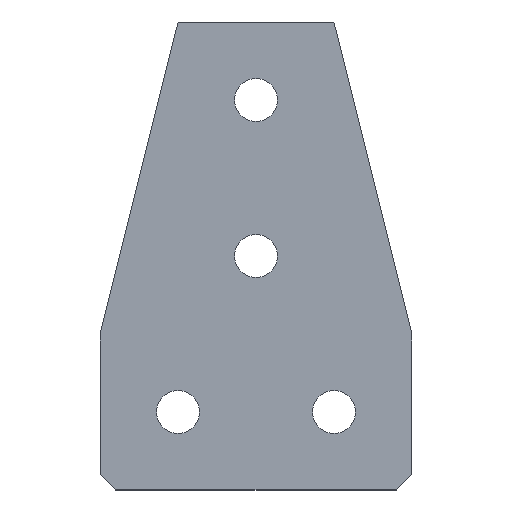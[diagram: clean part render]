
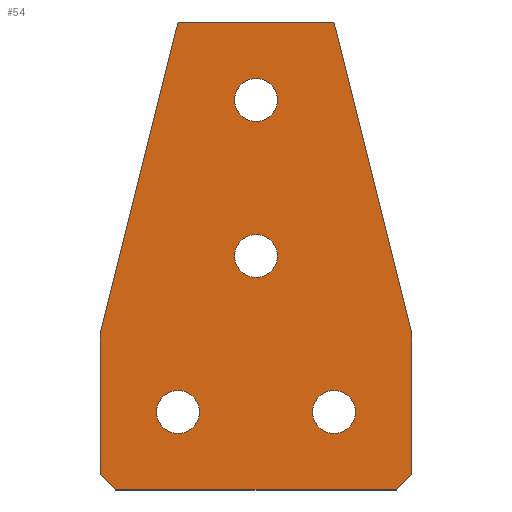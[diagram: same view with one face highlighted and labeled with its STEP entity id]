
A CAD part, top view. The second image highlights one B-rep face of the part: STEP entity #54.
In plain terms, the highlighted planar face has unit normal (0, 0, 1).
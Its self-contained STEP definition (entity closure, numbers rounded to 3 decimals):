
#10 = CARTESIAN_POINT ( 'NONE',  ( -20., -58., 0. ) ) ;
#19 = ORIENTED_EDGE ( 'NONE', *, *, #622, .T. ) ;
#24 = EDGE_CURVE ( 'NONE', #617, #36, #404, .T. ) ;
#28 = ORIENTED_EDGE ( 'NONE', *, *, #406, .T. ) ;
#31 = CIRCLE ( 'NONE', #507, 2.75 ) ;
#32 = EDGE_CURVE ( 'NONE', #285, #179, #569, .T. ) ;
#35 = CARTESIAN_POINT ( 'NONE',  ( 0., -27.25, 0. ) ) ;
#36 = VERTEX_POINT ( 'NONE', #431 ) ;
#39 = VERTEX_POINT ( 'NONE', #624 ) ;
#40 = AXIS2_PLACEMENT_3D ( 'NONE', #196, #379, #44 ) ;
#41 = DIRECTION ( 'NONE',  ( 0., -1., 0. ) ) ;
#42 = DIRECTION ( 'NONE',  ( 0., 0., -1. ) ) ;
#43 = CARTESIAN_POINT ( 'NONE',  ( -20., -40., 0. ) ) ;
#44 = DIRECTION ( 'NONE',  ( 0., 1., 0. ) ) ;
#45 = CARTESIAN_POINT ( 'NONE',  ( 0., -10., 0. ) ) ;
#49 = CIRCLE ( 'NONE', #93, 2.75 ) ;
#54 = ADVANCED_FACE ( 'NONE', ( #340, #243, #388, #537, #584 ), #522, .T. ) ;
#56 = VERTEX_POINT ( 'NONE', #377 ) ;
#76 = ORIENTED_EDGE ( 'NONE', *, *, #414, .F. ) ;
#78 = VERTEX_POINT ( 'NONE', #400 ) ;
#79 = AXIS2_PLACEMENT_3D ( 'NONE', #45, #623, #239 ) ;
#81 = DIRECTION ( 'NONE',  ( 0., 1., 0. ) ) ;
#86 = ORIENTED_EDGE ( 'NONE', *, *, #357, .F. ) ;
#89 = VERTEX_POINT ( 'NONE', #541 ) ;
#93 = AXIS2_PLACEMENT_3D ( 'NONE', #462, #369, #81 ) ;
#96 = CARTESIAN_POINT ( 'NONE',  ( 20., -60., 0. ) ) ;
#99 = LINE ( 'NONE', #96, #262 ) ;
#102 = DIRECTION ( 'NONE',  ( 0., 0., -1. ) ) ;
#104 = DIRECTION ( 'NONE',  ( 1., 0., 0. ) ) ;
#108 = VERTEX_POINT ( 'NONE', #10 ) ;
#134 = AXIS2_PLACEMENT_3D ( 'NONE', #515, #412, #457 ) ;
#141 = CARTESIAN_POINT ( 'NONE',  ( 0., -12.75, 0. ) ) ;
#142 = DIRECTION ( 'NONE',  ( 0., 0., 1. ) ) ;
#145 = CIRCLE ( 'NONE', #79, 2.75 ) ;
#149 = VERTEX_POINT ( 'NONE', #599 ) ;
#150 = LINE ( 'NONE', #474, #579 ) ;
#153 = CARTESIAN_POINT ( 'NONE',  ( 0., 0., 0. ) ) ;
#169 = DIRECTION ( 'NONE',  ( 0.243, -0.97, 0. ) ) ;
#178 = CARTESIAN_POINT ( 'NONE',  ( -39., -39., 0. ) ) ;
#179 = VERTEX_POINT ( 'NONE', #588 ) ;
#180 = DIRECTION ( 'NONE',  ( 0., 0., -1. ) ) ;
#189 = EDGE_CURVE ( 'NONE', #89, #78, #364, .T. ) ;
#191 = ORIENTED_EDGE ( 'NONE', *, *, #366, .F. ) ;
#196 = CARTESIAN_POINT ( 'NONE',  ( -10., -50., 0. ) ) ;
#210 = ORIENTED_EDGE ( 'NONE', *, *, #259, .T. ) ;
#215 = LINE ( 'NONE', #313, #550 ) ;
#219 = ORIENTED_EDGE ( 'NONE', *, *, #341, .F. ) ;
#220 = DIRECTION ( 'NONE',  ( 0., 1., 0. ) ) ;
#230 = CARTESIAN_POINT ( 'NONE',  ( 0., -30., 0. ) ) ;
#231 = VECTOR ( 'NONE', #501, 1000. ) ;
#239 = DIRECTION ( 'NONE',  ( 0., 1., 0. ) ) ;
#243 = FACE_BOUND ( 'NONE', #553, .T. ) ;
#245 = CARTESIAN_POINT ( 'NONE',  ( 10., -50., 0. ) ) ;
#249 = DIRECTION ( 'NONE',  ( 0., 1., 0. ) ) ;
#259 = EDGE_CURVE ( 'NONE', #108, #530, #419, .T. ) ;
#262 = VECTOR ( 'NONE', #41, 1000. ) ;
#264 = DIRECTION ( 'NONE',  ( 0., 1., 0. ) ) ;
#271 = VECTOR ( 'NONE', #629, 1000. ) ;
#273 = EDGE_CURVE ( 'NONE', #78, #89, #49, .T. ) ;
#276 = CARTESIAN_POINT ( 'NONE',  ( -20., -40., 0. ) ) ;
#278 = DIRECTION ( 'NONE',  ( 0., 1., 0. ) ) ;
#283 = CARTESIAN_POINT ( 'NONE',  ( -10., 0., 0. ) ) ;
#285 = VERTEX_POINT ( 'NONE', #35 ) ;
#306 = CARTESIAN_POINT ( 'NONE',  ( -20., -60., 0. ) ) ;
#308 = VERTEX_POINT ( 'NONE', #367 ) ;
#313 = CARTESIAN_POINT ( 'NONE',  ( 20., -40., 0. ) ) ;
#315 = ORIENTED_EDGE ( 'NONE', *, *, #470, .T. ) ;
#321 = DIRECTION ( 'NONE',  ( 0.707, -0.707, 0. ) ) ;
#324 = CARTESIAN_POINT ( 'NONE',  ( 0., -30., 0. ) ) ;
#327 = EDGE_CURVE ( 'NONE', #36, #617, #343, .T. ) ;
#331 = CARTESIAN_POINT ( 'NONE',  ( 10., 0., 0. ) ) ;
#337 = EDGE_LOOP ( 'NONE', ( #315, #19 ) ) ;
#340 = FACE_BOUND ( 'NONE', #573, .T. ) ;
#341 = EDGE_CURVE ( 'NONE', #500, #149, #215, .T. ) ;
#343 = CIRCLE ( 'NONE', #134, 2.75 ) ;
#346 = ORIENTED_EDGE ( 'NONE', *, *, #32, .T. ) ;
#348 = CARTESIAN_POINT ( 'NONE',  ( 0., -10., 0. ) ) ;
#352 = ORIENTED_EDGE ( 'NONE', *, *, #327, .T. ) ;
#355 = ORIENTED_EDGE ( 'NONE', *, *, #594, .F. ) ;
#357 = EDGE_CURVE ( 'NONE', #108, #370, #563, .T. ) ;
#361 = EDGE_CURVE ( 'NONE', #308, #39, #385, .T. ) ;
#364 = CIRCLE ( 'NONE', #578, 2.75 ) ;
#365 = ORIENTED_EDGE ( 'NONE', *, *, #273, .T. ) ;
#366 = EDGE_CURVE ( 'NONE', #149, #39, #99, .T. ) ;
#367 = CARTESIAN_POINT ( 'NONE',  ( 18., -60., 0. ) ) ;
#368 = EDGE_LOOP ( 'NONE', ( #355, #519, #191, #219, #76, #549, #86, #210 ) ) ;
#369 = DIRECTION ( 'NONE',  ( 0., 0., -1. ) ) ;
#370 = VERTEX_POINT ( 'NONE', #43 ) ;
#373 = AXIS2_PLACEMENT_3D ( 'NONE', #230, #42, #484 ) ;
#375 = LINE ( 'NONE', #276, #455 ) ;
#377 = CARTESIAN_POINT ( 'NONE',  ( 0., -7.25, 0. ) ) ;
#379 = DIRECTION ( 'NONE',  ( 0., 0., -1. ) ) ;
#385 = LINE ( 'NONE', #433, #271 ) ;
#388 = FACE_BOUND ( 'NONE', #597, .T. ) ;
#395 = AXIS2_PLACEMENT_3D ( 'NONE', #153, #142, #104 ) ;
#396 = CARTESIAN_POINT ( 'NONE',  ( -10., -47.25, 0. ) ) ;
#400 = CARTESIAN_POINT ( 'NONE',  ( 10., -52.75, 0. ) ) ;
#404 = CIRCLE ( 'NONE', #40, 2.75 ) ;
#405 = LINE ( 'NONE', #306, #231 ) ;
#406 = EDGE_CURVE ( 'NONE', #179, #285, #589, .T. ) ;
#412 = DIRECTION ( 'NONE',  ( 0., 0., -1. ) ) ;
#414 = EDGE_CURVE ( 'NONE', #427, #500, #150, .T. ) ;
#419 = LINE ( 'NONE', #178, #445 ) ;
#427 = VERTEX_POINT ( 'NONE', #283 ) ;
#431 = CARTESIAN_POINT ( 'NONE',  ( -10., -52.75, 0. ) ) ;
#433 = CARTESIAN_POINT ( 'NONE',  ( 39., -39., 0. ) ) ;
#445 = VECTOR ( 'NONE', #321, 1000. ) ;
#452 = CARTESIAN_POINT ( 'NONE',  ( -18., -60., 0. ) ) ;
#455 = VECTOR ( 'NONE', #471, 1000. ) ;
#456 = VECTOR ( 'NONE', #264, 1000. ) ;
#457 = DIRECTION ( 'NONE',  ( 0., 1., 0. ) ) ;
#462 = CARTESIAN_POINT ( 'NONE',  ( 10., -50., 0. ) ) ;
#470 = EDGE_CURVE ( 'NONE', #56, #503, #145, .T. ) ;
#471 = DIRECTION ( 'NONE',  ( 0.243, 0.97, 0. ) ) ;
#474 = CARTESIAN_POINT ( 'NONE',  ( 10., 0., 0. ) ) ;
#476 = DIRECTION ( 'NONE',  ( 1., 0., 0. ) ) ;
#478 = ORIENTED_EDGE ( 'NONE', *, *, #24, .T. ) ;
#479 = EDGE_CURVE ( 'NONE', #370, #427, #375, .T. ) ;
#484 = DIRECTION ( 'NONE',  ( 0., 1., 0. ) ) ;
#500 = VERTEX_POINT ( 'NONE', #331 ) ;
#501 = DIRECTION ( 'NONE',  ( -1., 0., 0. ) ) ;
#503 = VERTEX_POINT ( 'NONE', #141 ) ;
#507 = AXIS2_PLACEMENT_3D ( 'NONE', #348, #102, #249 ) ;
#515 = CARTESIAN_POINT ( 'NONE',  ( -10., -50., 0. ) ) ;
#519 = ORIENTED_EDGE ( 'NONE', *, *, #361, .T. ) ;
#522 = PLANE ( 'NONE',  #395 ) ;
#530 = VERTEX_POINT ( 'NONE', #452 ) ;
#537 = FACE_BOUND ( 'NONE', #337, .T. ) ;
#541 = CARTESIAN_POINT ( 'NONE',  ( 10., -47.25, 0. ) ) ;
#549 = ORIENTED_EDGE ( 'NONE', *, *, #479, .F. ) ;
#550 = VECTOR ( 'NONE', #169, 1000. ) ;
#553 = EDGE_LOOP ( 'NONE', ( #604, #365 ) ) ;
#558 = CARTESIAN_POINT ( 'NONE',  ( -20., -60., 0. ) ) ;
#563 = LINE ( 'NONE', #558, #456 ) ;
#569 = CIRCLE ( 'NONE', #373, 2.75 ) ;
#573 = EDGE_LOOP ( 'NONE', ( #478, #352 ) ) ;
#577 = DIRECTION ( 'NONE',  ( 0., 0., -1. ) ) ;
#578 = AXIS2_PLACEMENT_3D ( 'NONE', #245, #180, #220 ) ;
#579 = VECTOR ( 'NONE', #476, 1000. ) ;
#584 = FACE_OUTER_BOUND ( 'NONE', #368, .T. ) ;
#588 = CARTESIAN_POINT ( 'NONE',  ( 0., -32.75, 0. ) ) ;
#589 = CIRCLE ( 'NONE', #610, 2.75 ) ;
#594 = EDGE_CURVE ( 'NONE', #308, #530, #405, .T. ) ;
#597 = EDGE_LOOP ( 'NONE', ( #346, #28 ) ) ;
#599 = CARTESIAN_POINT ( 'NONE',  ( 20., -40., 0. ) ) ;
#604 = ORIENTED_EDGE ( 'NONE', *, *, #189, .T. ) ;
#610 = AXIS2_PLACEMENT_3D ( 'NONE', #324, #577, #278 ) ;
#617 = VERTEX_POINT ( 'NONE', #396 ) ;
#622 = EDGE_CURVE ( 'NONE', #503, #56, #31, .T. ) ;
#623 = DIRECTION ( 'NONE',  ( 0., 0., -1. ) ) ;
#624 = CARTESIAN_POINT ( 'NONE',  ( 20., -58., 0. ) ) ;
#629 = DIRECTION ( 'NONE',  ( 0.707, 0.707, 0. ) ) ;
